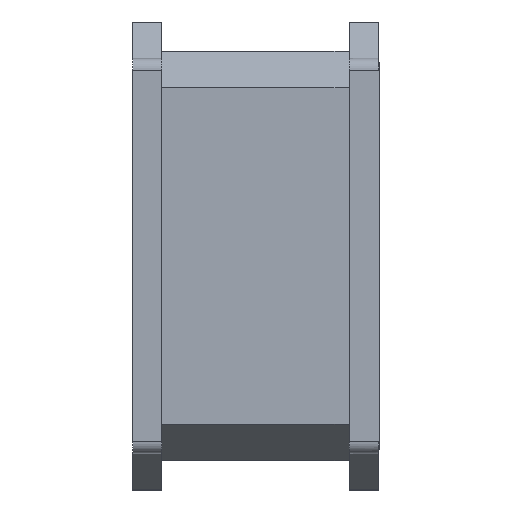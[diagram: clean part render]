
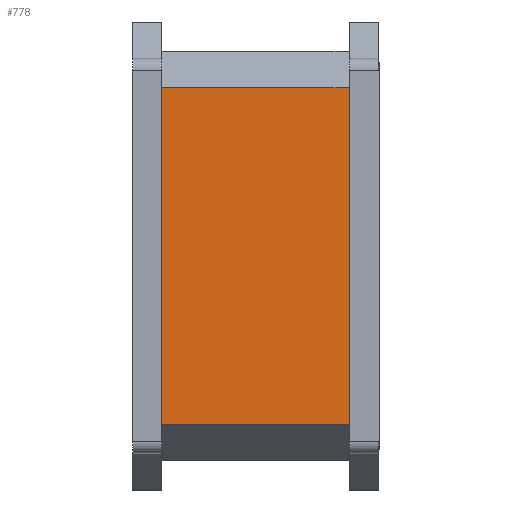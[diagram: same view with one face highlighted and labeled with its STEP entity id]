
A CAD part, left-side view. The second image highlights one B-rep face of the part: STEP entity #778.
In plain terms, the highlighted planar face has unit normal (-1, 0, 0).
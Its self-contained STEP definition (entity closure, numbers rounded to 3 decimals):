
#207 = ORIENTED_EDGE ( 'NONE', *, *, #2745, .T. ) ;
#258 = CARTESIAN_POINT ( 'NONE',  ( -1.662, 0.25, -1.44 ) ) ;
#300 = ORIENTED_EDGE ( 'NONE', *, *, #1777, .F. ) ;
#346 = CARTESIAN_POINT ( 'NONE',  ( -1.662, 0.25, 1.44 ) ) ;
#524 = VECTOR ( 'NONE', #2297, 1000. ) ;
#735 = CARTESIAN_POINT ( 'NONE',  ( -1.662, 1.85, 1.44 ) ) ;
#758 = CARTESIAN_POINT ( 'NONE',  ( -1.662, 1.85, -1.44 ) ) ;
#778 = ADVANCED_FACE ( 'NONE', ( #938 ), #1198, .F. ) ;
#938 = FACE_OUTER_BOUND ( 'NONE', #2648, .T. ) ;
#1176 = LINE ( 'NONE', #2105, #2296 ) ;
#1189 = DIRECTION ( 'NONE',  ( 0., 0., 1. ) ) ;
#1198 = PLANE ( 'NONE',  #2442 ) ;
#1334 = VECTOR ( 'NONE', #1596, 1000. ) ;
#1380 = DIRECTION ( 'NONE',  ( 0., 0., -1. ) ) ;
#1596 = DIRECTION ( 'NONE',  ( 0., -1., 0. ) ) ;
#1621 = LINE ( 'NONE', #735, #524 ) ;
#1660 = VERTEX_POINT ( 'NONE', #258 ) ;
#1702 = CARTESIAN_POINT ( 'NONE',  ( -1.662, 1.85, -1.44 ) ) ;
#1763 = EDGE_CURVE ( 'NONE', #2589, #1660, #2128, .T. ) ;
#1777 = EDGE_CURVE ( 'NONE', #2589, #2746, #2498, .T. ) ;
#1843 = ORIENTED_EDGE ( 'NONE', *, *, #1851, .F. ) ;
#1851 = EDGE_CURVE ( 'NONE', #2746, #2378, #1621, .T. ) ;
#1857 = CARTESIAN_POINT ( 'NONE',  ( -1.662, 1.85, -1.44 ) ) ;
#1902 = VECTOR ( 'NONE', #2032, 1000. ) ;
#2032 = DIRECTION ( 'NONE',  ( 0., 0., 1. ) ) ;
#2063 = CARTESIAN_POINT ( 'NONE',  ( -1.662, 1.85, 1.44 ) ) ;
#2087 = CARTESIAN_POINT ( 'NONE',  ( -1.662, 1.85, -1.44 ) ) ;
#2105 = CARTESIAN_POINT ( 'NONE',  ( -1.662, 0.25, -1.44 ) ) ;
#2128 = LINE ( 'NONE', #1702, #1334 ) ;
#2141 = ORIENTED_EDGE ( 'NONE', *, *, #1763, .T. ) ;
#2296 = VECTOR ( 'NONE', #1189, 1000. ) ;
#2297 = DIRECTION ( 'NONE',  ( 0., -1., 0. ) ) ;
#2378 = VERTEX_POINT ( 'NONE', #346 ) ;
#2442 = AXIS2_PLACEMENT_3D ( 'NONE', #2087, #2478, #1380 ) ;
#2478 = DIRECTION ( 'NONE',  ( 1., 0., 0. ) ) ;
#2498 = LINE ( 'NONE', #1857, #1902 ) ;
#2589 = VERTEX_POINT ( 'NONE', #758 ) ;
#2648 = EDGE_LOOP ( 'NONE', ( #207, #1843, #300, #2141 ) ) ;
#2745 = EDGE_CURVE ( 'NONE', #1660, #2378, #1176, .T. ) ;
#2746 = VERTEX_POINT ( 'NONE', #2063 ) ;
